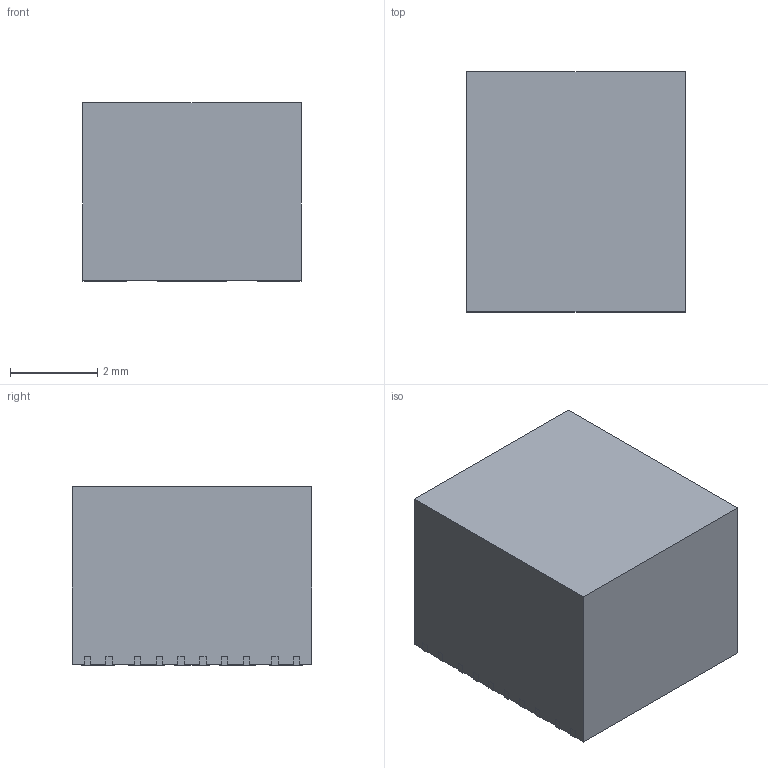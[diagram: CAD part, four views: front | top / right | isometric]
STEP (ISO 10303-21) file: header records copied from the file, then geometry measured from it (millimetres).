
FILE_DESCRIPTION((''),'2;1');
FILE_NAME('RCG0019A_ASM','2022-12-23T09:15:59',('a0412086'),(''),'CREO PARAMETRIC BY PTC INC, 2018500','CREO PARAMETRIC BY PTC INC, 2018500','');
FILE_SCHEMA(('CONFIG_CONTROL_DESIGN','SHAPE_APPEARANCE_LAYERS_GROUPS'));
Length unit declared in the file: millimetre
Products named in the file (4): RCG0019A_FRAME; RCG0019A_BODY; RCG0019A_PIN1_AREA; RCG0019A_ASM
Assembly tree (3 placements, depth 2):
  RCG0019A_ASM
    RCG0019A_FRAME
    RCG0019A_BODY
    RCG0019A_PIN1_AREA
Bounding box: 5 x 5.5 x 4.1 mm (x, y, z)
Volume: 112.3 mm3; surface area: 176.4 mm2
Topology: 20 solids, 20 shells, 591 faces, 1644 edges, 1096 vertices
Faces by surface type: plane 361, cylinder 230
Entity records: 24301 total; most frequent: CARTESIAN_POINT 3338, DIRECTION 3300, ORIENTED_EDGE 3288, PRESENTATION_STYLE_ASSIGNMENT 1684, STYLED_ITEM 1664, CURVE_STYLE 1644, EDGE_CURVE 1644, VECTOR 1184
